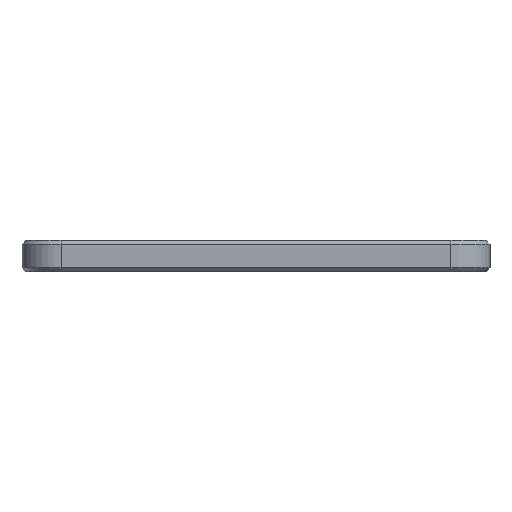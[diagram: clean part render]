
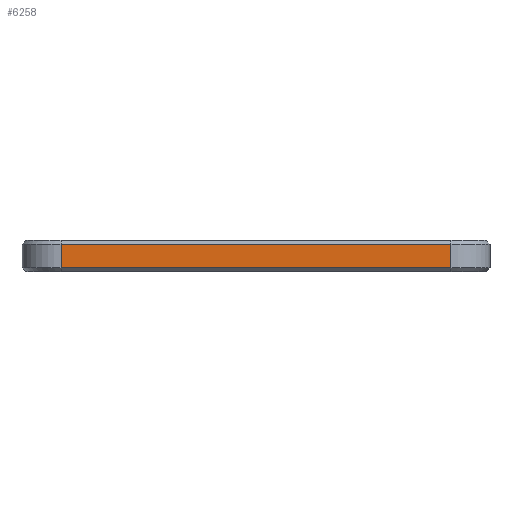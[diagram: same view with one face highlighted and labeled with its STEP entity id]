
A CAD part, front view. The second image highlights one B-rep face of the part: STEP entity #6258.
In plain terms, the highlighted planar face has unit normal (0, -1, 0).
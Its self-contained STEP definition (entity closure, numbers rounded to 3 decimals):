
#520=FACE_OUTER_BOUND('',#898,.T.);
#898=EDGE_LOOP('',(#5610,#5611,#5612,#5613));
#1742=LINE('',#10788,#2420);
#1761=LINE('',#10843,#2439);
#1762=LINE('',#10847,#2440);
#1763=LINE('',#10848,#2441);
#2420=VECTOR('',#7674,10.);
#2439=VECTOR('',#7731,10.);
#2440=VECTOR('',#7736,10.);
#2441=VECTOR('',#7737,10.);
#3019=VERTEX_POINT('',#10785);
#3020=VERTEX_POINT('',#10787);
#3037=VERTEX_POINT('',#10842);
#3038=VERTEX_POINT('',#10846);
#3875=EDGE_CURVE('',#3019,#3020,#1742,.T.);
#3903=EDGE_CURVE('',#3020,#3037,#1761,.T.);
#3905=EDGE_CURVE('',#3038,#3019,#1762,.T.);
#3906=EDGE_CURVE('',#3037,#3038,#1763,.T.);
#5610=ORIENTED_EDGE('',*,*,#3875,.F.);
#5611=ORIENTED_EDGE('',*,*,#3905,.F.);
#5612=ORIENTED_EDGE('',*,*,#3906,.F.);
#5613=ORIENTED_EDGE('',*,*,#3903,.F.);
#5936=PLANE('',#6551);
#6258=ADVANCED_FACE('',(#520),#5936,.T.);
#6551=AXIS2_PLACEMENT_3D('',#10845,#7734,#7735);
#7674=DIRECTION('',(-1.,0.,0.));
#7731=DIRECTION('',(0.,0.,1.));
#7734=DIRECTION('center_axis',(0.,-1.,0.));
#7735=DIRECTION('ref_axis',(1.,0.,0.));
#7736=DIRECTION('',(0.,0.,-1.));
#7737=DIRECTION('',(1.,0.,0.));
#10785=CARTESIAN_POINT('',(55.,0.,0.5));
#10787=CARTESIAN_POINT('',(5.,0.,0.5));
#10788=CARTESIAN_POINT('',(15.,0.,0.5));
#10842=CARTESIAN_POINT('',(5.,0.,3.5));
#10843=CARTESIAN_POINT('',(5.,0.,0.));
#10845=CARTESIAN_POINT('Origin',(0.,0.,0.));
#10846=CARTESIAN_POINT('',(55.,0.,3.5));
#10847=CARTESIAN_POINT('',(55.,0.,0.));
#10848=CARTESIAN_POINT('',(15.,0.,3.5));
